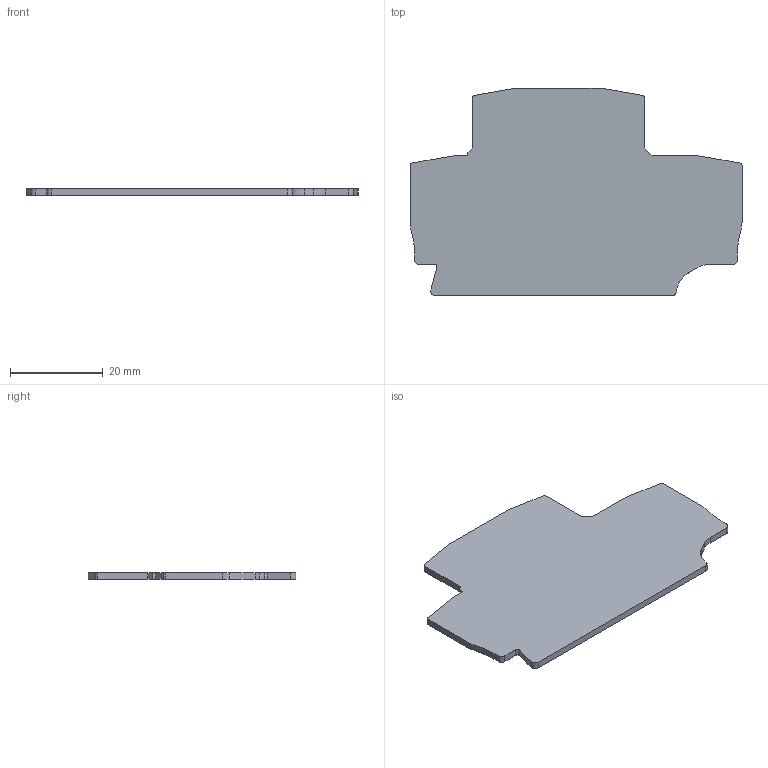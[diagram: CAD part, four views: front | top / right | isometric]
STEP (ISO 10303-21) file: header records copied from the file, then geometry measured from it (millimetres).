
FILE_DESCRIPTION((''),'2;1');
FILE_NAME('ASM0001_ASM','2024-01-17T08:54:34',('klemen.sitar'),('Audax d.o.o.'),'CREO PARAMETRIC BY PTC INC, 2021304','CREO PARAMETRIC BY PTC INC, 2021304','');
FILE_SCHEMA(('AP242_MANAGED_MODEL_BASED_3D_ENGINEERING_MIM_LF { 1 0 10303 442 1 1 4 }'));
Length unit declared in the file: millimetre
Products named in the file (2): EFD_2_PT; ASM0001_ASM
Assembly tree (1 placements, depth 2):
  ASM0001_ASM
    EFD_2_PT
Bounding box: 71.6 x 44.8 x 1.5 mm (x, y, z)
Volume: 3812.8 mm3; surface area: 5412.9 mm2
Topology: 1 solids, 1 shells, 38 faces, 110 edges, 74 vertices
Faces by surface type: plane 23, cylinder 15
Entity records: 2042 total; most frequent: CARTESIAN_POINT 229, DIRECTION 224, ORIENTED_EDGE 220, PRESENTATION_STYLE_ASSIGNMENT 149, STYLED_ITEM 149, CURVE_STYLE 110, EDGE_CURVE 110, VECTOR 78
